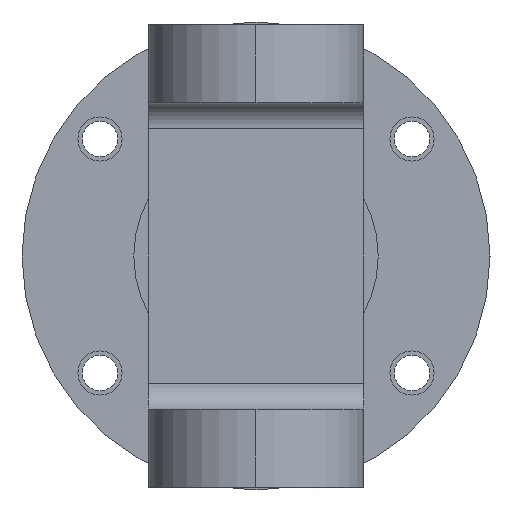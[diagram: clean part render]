
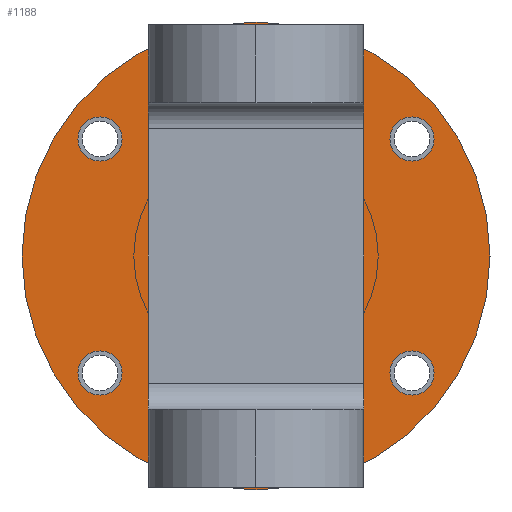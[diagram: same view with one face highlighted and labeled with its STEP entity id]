
A CAD part, left-side view. The second image highlights one B-rep face of the part: STEP entity #1188.
In plain terms, the highlighted planar face has unit normal (-1, 0, 0).
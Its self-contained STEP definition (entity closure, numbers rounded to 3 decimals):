
#7 = CARTESIAN_POINT ( 'NONE',  ( -1074.5, 30., -22.5 ) ) ;
#8 = VECTOR ( 'NONE', #963, 1000. ) ;
#39 = ORIENTED_EDGE ( 'NONE', *, *, #298, .F. ) ;
#94 = ORIENTED_EDGE ( 'NONE', *, *, #1618, .F. ) ;
#104 = CIRCLE ( 'NONE', #2687, 45. ) ;
#108 = EDGE_CURVE ( 'NONE', #1148, #513, #1198, .T. ) ;
#156 = VERTEX_POINT ( 'NONE', #1624 ) ;
#220 = CARTESIAN_POINT ( 'NONE',  ( -1074.5, -30., 18.25 ) ) ;
#225 = ORIENTED_EDGE ( 'NONE', *, *, #2666, .F. ) ;
#251 = AXIS2_PLACEMENT_3D ( 'NONE', #1713, #342, #2610 ) ;
#273 = VERTEX_POINT ( 'NONE', #1728 ) ;
#283 = CIRCLE ( 'NONE', #697, 45. ) ;
#298 = EDGE_CURVE ( 'NONE', #156, #1795, #1777, .T. ) ;
#327 = DIRECTION ( 'NONE',  ( -1., 0., 0. ) ) ;
#341 = CIRCLE ( 'NONE', #1717, 4.25 ) ;
#342 = DIRECTION ( 'NONE',  ( -1., 0., 0. ) ) ;
#345 = CARTESIAN_POINT ( 'NONE',  ( -1074.5, 20.75, 27.5 ) ) ;
#414 = EDGE_LOOP ( 'NONE', ( #631, #1187 ) ) ;
#446 = ORIENTED_EDGE ( 'NONE', *, *, #1120, .T. ) ;
#448 = FACE_BOUND ( 'NONE', #623, .T. ) ;
#513 = VERTEX_POINT ( 'NONE', #2269 ) ;
#520 = CARTESIAN_POINT ( 'NONE',  ( -1074.5, -30., -22.5 ) ) ;
#525 = ORIENTED_EDGE ( 'NONE', *, *, #108, .F. ) ;
#539 = CARTESIAN_POINT ( 'NONE',  ( -1074.5, -20.75, 27.5 ) ) ;
#597 = DIRECTION ( 'NONE',  ( 0., 0., 1. ) ) ;
#598 = VERTEX_POINT ( 'NONE', #737 ) ;
#623 = EDGE_LOOP ( 'NONE', ( #1417, #225 ) ) ;
#631 = ORIENTED_EDGE ( 'NONE', *, *, #2037, .F. ) ;
#635 = EDGE_CURVE ( 'NONE', #992, #273, #2471, .T. ) ;
#647 = CARTESIAN_POINT ( 'NONE',  ( -1074.5, 0., 0. ) ) ;
#679 = VERTEX_POINT ( 'NONE', #1666 ) ;
#688 = LINE ( 'NONE', #1601, #8 ) ;
#697 = AXIS2_PLACEMENT_3D ( 'NONE', #2580, #1062, #597 ) ;
#700 = VERTEX_POINT ( 'NONE', #811 ) ;
#713 = AXIS2_PLACEMENT_3D ( 'NONE', #1470, #2330, #1682 ) ;
#737 = CARTESIAN_POINT ( 'NONE',  ( -1074.5, 0., -45. ) ) ;
#805 = LINE ( 'NONE', #345, #2188 ) ;
#811 = CARTESIAN_POINT ( 'NONE',  ( -1074.5, 30., -18.25 ) ) ;
#830 = FACE_BOUND ( 'NONE', #1922, .T. ) ;
#890 = FACE_BOUND ( 'NONE', #1969, .T. ) ;
#908 = DIRECTION ( 'NONE',  ( -1., 0., 0. ) ) ;
#921 = LINE ( 'NONE', #1822, #1865 ) ;
#931 = EDGE_CURVE ( 'NONE', #1795, #156, #1271, .T. ) ;
#945 = CARTESIAN_POINT ( 'NONE',  ( -1074.5, 20.75, -27.5 ) ) ;
#959 = ORIENTED_EDGE ( 'NONE', *, *, #2180, .T. ) ;
#963 = DIRECTION ( 'NONE',  ( 0., 0., -1. ) ) ;
#968 = DIRECTION ( 'NONE',  ( -1., 0., 0. ) ) ;
#992 = VERTEX_POINT ( 'NONE', #1633 ) ;
#1062 = DIRECTION ( 'NONE',  ( -1., 0., 0. ) ) ;
#1066 = PLANE ( 'NONE',  #1109 ) ;
#1090 = DIRECTION ( 'NONE',  ( 0., 0., 1. ) ) ;
#1106 = DIRECTION ( 'NONE',  ( 0., 1., 0. ) ) ;
#1109 = AXIS2_PLACEMENT_3D ( 'NONE', #647, #2630, #1106 ) ;
#1120 = EDGE_CURVE ( 'NONE', #2277, #1783, #805, .T. ) ;
#1148 = VERTEX_POINT ( 'NONE', #1225 ) ;
#1157 = AXIS2_PLACEMENT_3D ( 'NONE', #2020, #908, #2398 ) ;
#1187 = ORIENTED_EDGE ( 'NONE', *, *, #1232, .F. ) ;
#1188 = ADVANCED_FACE ( 'NONE', ( #890, #2433, #448, #830, #1750, #1778 ), #1066, .T. ) ;
#1198 = LINE ( 'NONE', #945, #2245 ) ;
#1210 = DIRECTION ( 'NONE',  ( 0., -1., 0. ) ) ;
#1225 = CARTESIAN_POINT ( 'NONE',  ( -1074.5, 20.75, -27.5 ) ) ;
#1232 = EDGE_CURVE ( 'NONE', #2146, #700, #1856, .T. ) ;
#1270 = DIRECTION ( 'NONE',  ( 0., 0., 1. ) ) ;
#1271 = CIRCLE ( 'NONE', #2018, 4.25 ) ;
#1397 = DIRECTION ( 'NONE',  ( 0., 0., 1. ) ) ;
#1417 = ORIENTED_EDGE ( 'NONE', *, *, #635, .F. ) ;
#1470 = CARTESIAN_POINT ( 'NONE',  ( -1074.5, 30., 22.5 ) ) ;
#1475 = EDGE_CURVE ( 'NONE', #1823, #598, #283, .T. ) ;
#1522 = CARTESIAN_POINT ( 'NONE',  ( -1074.5, -30., 22.5 ) ) ;
#1533 = CARTESIAN_POINT ( 'NONE',  ( -1074.5, 0., 0. ) ) ;
#1601 = CARTESIAN_POINT ( 'NONE',  ( -1074.5, 20.75, 0. ) ) ;
#1618 = EDGE_CURVE ( 'NONE', #679, #2011, #2235, .T. ) ;
#1624 = CARTESIAN_POINT ( 'NONE',  ( -1074.5, -30., -26.75 ) ) ;
#1626 = CIRCLE ( 'NONE', #1157, 4.25 ) ;
#1633 = CARTESIAN_POINT ( 'NONE',  ( -1074.5, 30., 26.75 ) ) ;
#1648 = ORIENTED_EDGE ( 'NONE', *, *, #1918, .T. ) ;
#1666 = CARTESIAN_POINT ( 'NONE',  ( -1074.5, -30., 26.75 ) ) ;
#1668 = AXIS2_PLACEMENT_3D ( 'NONE', #7, #2381, #1270 ) ;
#1682 = DIRECTION ( 'NONE',  ( 0., 0., 1. ) ) ;
#1699 = CARTESIAN_POINT ( 'NONE',  ( -1074.5, 0., 45. ) ) ;
#1713 = CARTESIAN_POINT ( 'NONE',  ( -1074.5, -30., -22.5 ) ) ;
#1717 = AXIS2_PLACEMENT_3D ( 'NONE', #2349, #327, #2336 ) ;
#1728 = CARTESIAN_POINT ( 'NONE',  ( -1074.5, 30., 18.25 ) ) ;
#1750 = FACE_BOUND ( 'NONE', #2598, .T. ) ;
#1764 = AXIS2_PLACEMENT_3D ( 'NONE', #1522, #2449, #1090 ) ;
#1777 = CIRCLE ( 'NONE', #251, 4.25 ) ;
#1778 = FACE_OUTER_BOUND ( 'NONE', #2325, .T. ) ;
#1783 = VERTEX_POINT ( 'NONE', #539 ) ;
#1789 = ORIENTED_EDGE ( 'NONE', *, *, #2767, .F. ) ;
#1795 = VERTEX_POINT ( 'NONE', #2156 ) ;
#1822 = CARTESIAN_POINT ( 'NONE',  ( -1074.5, -20.75, 0. ) ) ;
#1823 = VERTEX_POINT ( 'NONE', #1699 ) ;
#1856 = CIRCLE ( 'NONE', #1668, 4.25 ) ;
#1865 = VECTOR ( 'NONE', #2706, 1000. ) ;
#1886 = ORIENTED_EDGE ( 'NONE', *, *, #1475, .T. ) ;
#1918 = EDGE_CURVE ( 'NONE', #598, #1823, #104, .T. ) ;
#1922 = EDGE_LOOP ( 'NONE', ( #94, #1789 ) ) ;
#1946 = CARTESIAN_POINT ( 'NONE',  ( -1074.5, 20.75, 27.5 ) ) ;
#1969 = EDGE_LOOP ( 'NONE', ( #525, #2320, #446, #959 ) ) ;
#2011 = VERTEX_POINT ( 'NONE', #220 ) ;
#2018 = AXIS2_PLACEMENT_3D ( 'NONE', #520, #968, #1397 ) ;
#2020 = CARTESIAN_POINT ( 'NONE',  ( -1074.5, 30., -22.5 ) ) ;
#2037 = EDGE_CURVE ( 'NONE', #700, #2146, #1626, .T. ) ;
#2080 = CARTESIAN_POINT ( 'NONE',  ( -1074.5, 30., -26.75 ) ) ;
#2088 = DIRECTION ( 'NONE',  ( 0., 0., 1. ) ) ;
#2122 = CARTESIAN_POINT ( 'NONE',  ( -1074.5, -30., 22.5 ) ) ;
#2146 = VERTEX_POINT ( 'NONE', #2080 ) ;
#2156 = CARTESIAN_POINT ( 'NONE',  ( -1074.5, -30., -18.25 ) ) ;
#2180 = EDGE_CURVE ( 'NONE', #1783, #513, #921, .T. ) ;
#2188 = VECTOR ( 'NONE', #1210, 1000. ) ;
#2235 = CIRCLE ( 'NONE', #1764, 4.25 ) ;
#2245 = VECTOR ( 'NONE', #2510, 1000. ) ;
#2269 = CARTESIAN_POINT ( 'NONE',  ( -1074.5, -20.75, -27.5 ) ) ;
#2277 = VERTEX_POINT ( 'NONE', #1946 ) ;
#2289 = AXIS2_PLACEMENT_3D ( 'NONE', #2122, #2376, #2088 ) ;
#2320 = ORIENTED_EDGE ( 'NONE', *, *, #2527, .F. ) ;
#2325 = EDGE_LOOP ( 'NONE', ( #1648, #1886 ) ) ;
#2330 = DIRECTION ( 'NONE',  ( -1., 0., 0. ) ) ;
#2336 = DIRECTION ( 'NONE',  ( 0., 0., 1. ) ) ;
#2349 = CARTESIAN_POINT ( 'NONE',  ( -1074.5, 30., 22.5 ) ) ;
#2376 = DIRECTION ( 'NONE',  ( -1., 0., 0. ) ) ;
#2381 = DIRECTION ( 'NONE',  ( -1., 0., 0. ) ) ;
#2398 = DIRECTION ( 'NONE',  ( 0., 0., 1. ) ) ;
#2409 = DIRECTION ( 'NONE',  ( -1., 0., 0. ) ) ;
#2433 = FACE_BOUND ( 'NONE', #414, .T. ) ;
#2449 = DIRECTION ( 'NONE',  ( -1., 0., 0. ) ) ;
#2462 = ORIENTED_EDGE ( 'NONE', *, *, #931, .F. ) ;
#2471 = CIRCLE ( 'NONE', #713, 4.25 ) ;
#2510 = DIRECTION ( 'NONE',  ( 0., -1., 0. ) ) ;
#2527 = EDGE_CURVE ( 'NONE', #2277, #1148, #688, .T. ) ;
#2580 = CARTESIAN_POINT ( 'NONE',  ( -1074.5, 0., 0. ) ) ;
#2593 = CIRCLE ( 'NONE', #2289, 4.25 ) ;
#2598 = EDGE_LOOP ( 'NONE', ( #2462, #39 ) ) ;
#2610 = DIRECTION ( 'NONE',  ( 0., 0., 1. ) ) ;
#2630 = DIRECTION ( 'NONE',  ( -1., 0., 0. ) ) ;
#2664 = DIRECTION ( 'NONE',  ( 0., 0., 1. ) ) ;
#2666 = EDGE_CURVE ( 'NONE', #273, #992, #341, .T. ) ;
#2687 = AXIS2_PLACEMENT_3D ( 'NONE', #1533, #2409, #2664 ) ;
#2706 = DIRECTION ( 'NONE',  ( 0., 0., -1. ) ) ;
#2767 = EDGE_CURVE ( 'NONE', #2011, #679, #2593, .T. ) ;
